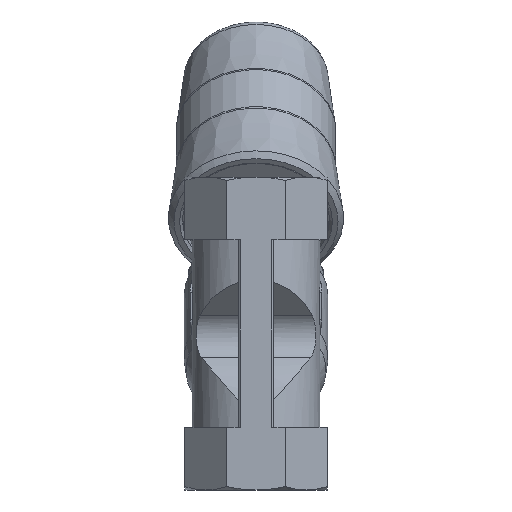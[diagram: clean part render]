
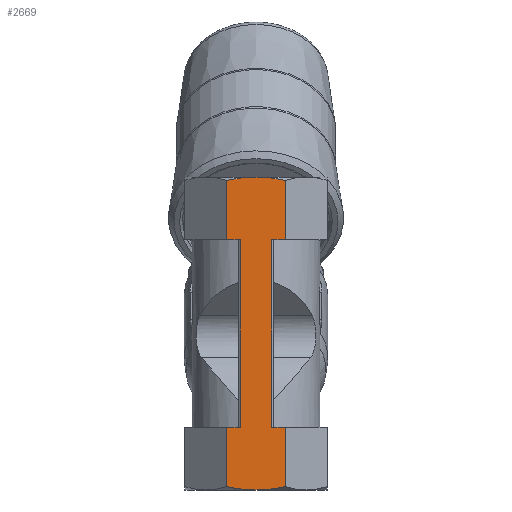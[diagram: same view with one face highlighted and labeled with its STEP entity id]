
A CAD part, front view. The second image highlights one B-rep face of the part: STEP entity #2669.
In plain terms, the highlighted planar face has unit normal (0, -1, 0).
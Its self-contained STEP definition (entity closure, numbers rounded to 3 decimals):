
#127=PLANE('',#2949);
#240=B_SPLINE_CURVE_WITH_KNOTS('',3,(#4687,#4688,#4689,#4690),
 .UNSPECIFIED.,.F.,.F.,(4,4),(0.022,0.033),
 .UNSPECIFIED.);
#241=B_SPLINE_CURVE_WITH_KNOTS('',3,(#4699,#4700,#4701,#4702,#4703),
 .UNSPECIFIED.,.F.,.F.,(4,1,4),(0.037,0.043,0.048),
 .UNSPECIFIED.);
#242=B_SPLINE_CURVE_WITH_KNOTS('',3,(#4704,#4705,#4706,#4707),
 .UNSPECIFIED.,.F.,.F.,(4,4),(0.027,0.037),
 .UNSPECIFIED.);
#243=B_SPLINE_CURVE_WITH_KNOTS('',3,(#4714,#4715,#4716,#4717,#4718),
 .UNSPECIFIED.,.F.,.F.,(4,1,4),(0.033,0.038,0.043),
 .UNSPECIFIED.);
#827=ORIENTED_EDGE('',*,*,#1420,.F.);
#828=ORIENTED_EDGE('',*,*,#1421,.F.);
#829=ORIENTED_EDGE('',*,*,#1422,.F.);
#830=ORIENTED_EDGE('',*,*,#1423,.T.);
#831=ORIENTED_EDGE('',*,*,#1410,.T.);
#832=ORIENTED_EDGE('',*,*,#1424,.T.);
#833=ORIENTED_EDGE('',*,*,#1425,.F.);
#834=ORIENTED_EDGE('',*,*,#1426,.F.);
#835=ORIENTED_EDGE('',*,*,#1418,.F.);
#836=ORIENTED_EDGE('',*,*,#1402,.T.);
#837=ORIENTED_EDGE('',*,*,#1427,.F.);
#838=ORIENTED_EDGE('',*,*,#1428,.F.);
#839=ORIENTED_EDGE('',*,*,#1429,.T.);
#840=ORIENTED_EDGE('',*,*,#1430,.F.);
#1402=EDGE_CURVE('',#1726,#1725,#1884,.T.);
#1410=EDGE_CURVE('',#1734,#1733,#1892,.T.);
#1418=EDGE_CURVE('',#1726,#1738,#1896,.T.);
#1420=EDGE_CURVE('',#1739,#1571,#240,.T.);
#1421=EDGE_CURVE('',#1740,#1739,#1897,.T.);
#1422=EDGE_CURVE('',#1741,#1740,#1898,.T.);
#1423=EDGE_CURVE('',#1741,#1734,#1899,.T.);
#1424=EDGE_CURVE('',#1733,#1742,#1900,.T.);
#1425=EDGE_CURVE('',#1584,#1742,#241,.T.);
#1426=EDGE_CURVE('',#1738,#1584,#242,.T.);
#1427=EDGE_CURVE('',#1743,#1725,#1901,.T.);
#1428=EDGE_CURVE('',#1744,#1743,#1902,.T.);
#1429=EDGE_CURVE('',#1744,#1745,#1903,.T.);
#1430=EDGE_CURVE('',#1571,#1745,#243,.T.);
#1571=VERTEX_POINT('',#3901);
#1584=VERTEX_POINT('',#3928);
#1725=VERTEX_POINT('',#4639);
#1726=VERTEX_POINT('',#4641);
#1733=VERTEX_POINT('',#4655);
#1734=VERTEX_POINT('',#4657);
#1738=VERTEX_POINT('',#4681);
#1739=VERTEX_POINT('',#4691);
#1740=VERTEX_POINT('',#4693);
#1741=VERTEX_POINT('',#4695);
#1742=VERTEX_POINT('',#4698);
#1743=VERTEX_POINT('',#4709);
#1744=VERTEX_POINT('',#4711);
#1745=VERTEX_POINT('',#4713);
#1884=LINE('',#4640,#2048);
#1892=LINE('',#4656,#2056);
#1896=LINE('',#4680,#2060);
#1897=LINE('',#4692,#2061);
#1898=LINE('',#4694,#2062);
#1899=LINE('',#4696,#2063);
#1900=LINE('',#4697,#2064);
#1901=LINE('',#4708,#2065);
#1902=LINE('',#4710,#2066);
#1903=LINE('',#4712,#2067);
#2048=VECTOR('',#3506,1000.);
#2056=VECTOR('',#3514,1000.);
#2060=VECTOR('',#3524,1000.);
#2061=VECTOR('',#3527,1000.);
#2062=VECTOR('',#3528,1000.);
#2063=VECTOR('',#3529,1000.);
#2064=VECTOR('',#3530,1000.);
#2065=VECTOR('',#3531,1000.);
#2066=VECTOR('',#3532,1000.);
#2067=VECTOR('',#3533,1000.);
#2255=EDGE_LOOP('',(#827,#828,#829,#830,#831,#832,#833,#834,#835,#836,#837,
#838,#839,#840));
#2460=FACE_BOUND('',#2255,.T.);
#2669=ADVANCED_FACE('',(#2460),#127,.T.);
#2949=AXIS2_PLACEMENT_3D('',#4686,#3525,#3526);
#3506=DIRECTION('',(0.,0.,-1.));
#3514=DIRECTION('',(0.,0.,-1.));
#3524=DIRECTION('',(1.,0.,0.));
#3525=DIRECTION('',(0.,-1.,0.));
#3526=DIRECTION('',(0.,0.,-1.));
#3527=DIRECTION('',(-1.,0.,0.));
#3528=DIRECTION('',(0.,0.,-1.));
#3529=DIRECTION('',(1.,0.,0.));
#3530=DIRECTION('',(1.,0.,0.));
#3531=DIRECTION('',(1.,0.,0.));
#3532=DIRECTION('',(0.,0.,-1.));
#3533=DIRECTION('',(-1.,0.,0.));
#3901=CARTESIAN_POINT('',(-110.,-25.,0.));
#3928=CARTESIAN_POINT('',(0.,-25.,0.));
#4639=CARTESIAN_POINT('',(-22.,-25.,5.5));
#4640=CARTESIAN_POINT('',(-22.,-25.,10.355));
#4641=CARTESIAN_POINT('',(-22.,-25.,10.355));
#4655=CARTESIAN_POINT('',(-22.,-25.,-10.355));
#4656=CARTESIAN_POINT('',(-22.,-25.,10.355));
#4657=CARTESIAN_POINT('',(-22.,-25.,-5.5));
#4680=CARTESIAN_POINT('',(-22.,-25.,10.355));
#4681=CARTESIAN_POINT('',(-1.189,-25.,10.355));
#4686=CARTESIAN_POINT('',(-22.,-25.,10.355));
#4687=CARTESIAN_POINT('',(-108.811,-25.,-10.355));
#4688=CARTESIAN_POINT('',(-109.567,-25.,-6.932));
#4689=CARTESIAN_POINT('',(-110.,-25.,-3.459));
#4690=CARTESIAN_POINT('',(-110.,-25.,0.));
#4691=CARTESIAN_POINT('',(-108.811,-25.,-10.355));
#4692=CARTESIAN_POINT('',(-88.,-25.,-10.355));
#4693=CARTESIAN_POINT('',(-88.,-25.,-10.355));
#4694=CARTESIAN_POINT('',(-88.,-25.,10.355));
#4695=CARTESIAN_POINT('',(-88.,-25.,-5.5));
#4696=CARTESIAN_POINT('',(-110.,-25.,-5.5));
#4697=CARTESIAN_POINT('',(-22.,-25.,-10.355));
#4698=CARTESIAN_POINT('',(-1.189,-25.,-10.355));
#4699=CARTESIAN_POINT('',(0.,-25.,0.));
#4700=CARTESIAN_POINT('',(0.,-25.,-1.732));
#4701=CARTESIAN_POINT('',(-0.215,-25.,-5.242));
#4702=CARTESIAN_POINT('',(-0.816,-25.,-8.666));
#4703=CARTESIAN_POINT('',(-1.189,-25.,-10.355));
#4704=CARTESIAN_POINT('',(-1.189,-25.,10.355));
#4705=CARTESIAN_POINT('',(-0.434,-25.,6.937));
#4706=CARTESIAN_POINT('',(0.,-25.,3.488));
#4707=CARTESIAN_POINT('',(0.,-25.,0.));
#4708=CARTESIAN_POINT('',(-110.,-25.,5.5));
#4709=CARTESIAN_POINT('',(-88.,-25.,5.5));
#4710=CARTESIAN_POINT('',(-88.,-25.,10.355));
#4711=CARTESIAN_POINT('',(-88.,-25.,10.355));
#4712=CARTESIAN_POINT('',(-88.,-25.,10.355));
#4713=CARTESIAN_POINT('',(-108.811,-25.,10.355));
#4714=CARTESIAN_POINT('',(-110.,-25.,0.));
#4715=CARTESIAN_POINT('',(-110.,-25.,1.727));
#4716=CARTESIAN_POINT('',(-109.792,-25.,5.179));
#4717=CARTESIAN_POINT('',(-109.187,-25.,8.651));
#4718=CARTESIAN_POINT('',(-108.811,-25.,10.355));
